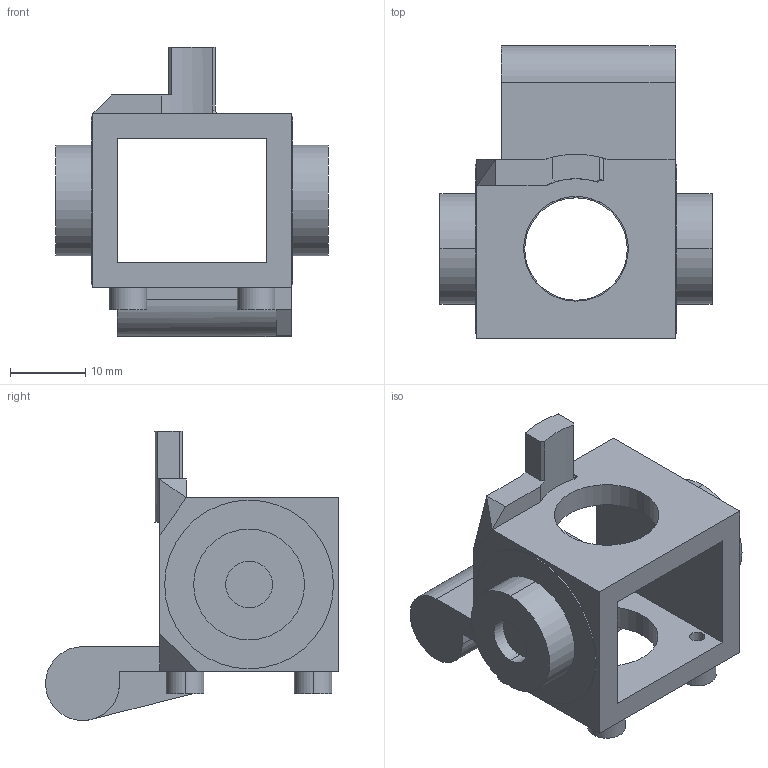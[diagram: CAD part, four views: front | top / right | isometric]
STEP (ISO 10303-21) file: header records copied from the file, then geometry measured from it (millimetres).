
FILE_DESCRIPTION (( 'STEP AP214' ), '1' );
FILE_NAME ('GearBOX-Part2.STEP', '2024-06-03T10:16:24', ( '' ), ( '' ), 'SwSTEP 2.0', 'SolidWorks 2023', '' );
FILE_SCHEMA (( 'AUTOMOTIVE_DESIGN' ));
Length unit declared in the file: millimetre
Products named in the file (1): GearBOX-Part2
Bounding box: 36.1 x 38.85 x 38.35 mm (x, y, z)
Volume: 9601.1 mm3; surface area: 6775.6 mm2
Topology: 1 solids, 1 shells, 74 faces, 187 edges, 123 vertices
Faces by surface type: plane 37, cylinder 36, bspline 1
Entity records: 2424 total; most frequent: CARTESIAN_POINT 526, DIRECTION 404, ORIENTED_EDGE 374, EDGE_CURVE 187, AXIS2_PLACEMENT_3D 148, VERTEX_POINT 123, VECTOR 108, LINE 108
